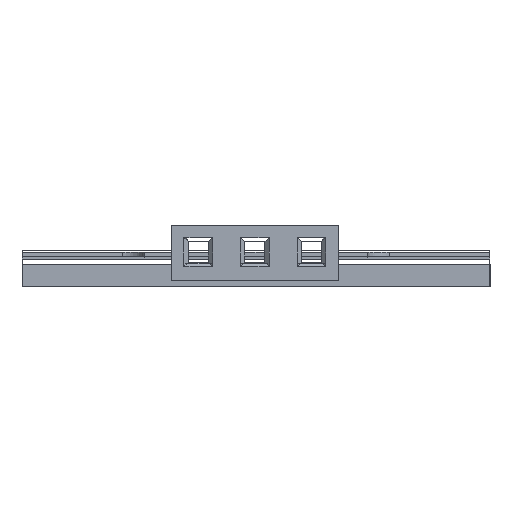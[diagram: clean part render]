
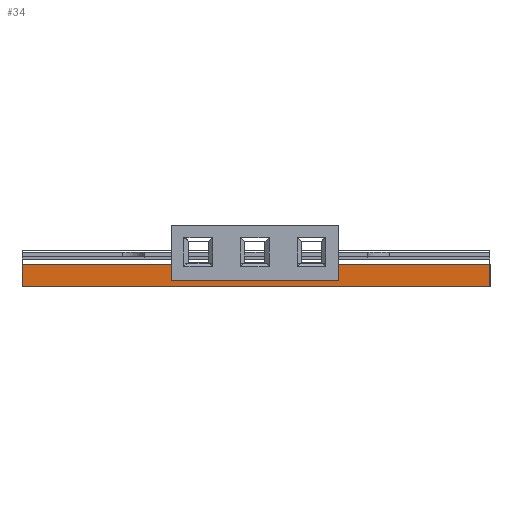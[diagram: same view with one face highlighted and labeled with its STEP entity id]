
A CAD part, left-side view. The second image highlights one B-rep face of the part: STEP entity #34.
In plain terms, the highlighted planar face has unit normal (-1, 0, 0).
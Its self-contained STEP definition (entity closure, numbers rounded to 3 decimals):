
#4 = DIRECTION ( 'NONE',  ( 0., -1., 0. ) ) ;
#34 = ADVANCED_FACE ( 'NONE', ( #1289 ), #1539, .T. ) ;
#70 = VECTOR ( 'NONE', #622, 1000. ) ;
#124 = LINE ( 'NONE', #1804, #70 ) ;
#249 = CARTESIAN_POINT ( 'NONE',  ( 40., -5.5, -1.36 ) ) ;
#291 = EDGE_CURVE ( 'NONE', #4215, #4176, #124, .T. ) ;
#516 = EDGE_CURVE ( 'NONE', #4364, #4525, #3859, .T. ) ;
#622 = DIRECTION ( 'NONE',  ( 0., -1., 0. ) ) ;
#803 = CARTESIAN_POINT ( 'NONE',  ( 40., 15.5, -1.36 ) ) ;
#879 = DIRECTION ( 'NONE',  ( 0., 0., 1. ) ) ;
#880 = EDGE_CURVE ( 'NONE', #4176, #4525, #1390, .T. ) ;
#1056 = CARTESIAN_POINT ( 'NONE',  ( 40., -5.5, -0.36 ) ) ;
#1265 = DIRECTION ( 'NONE',  ( -1., 0., 0. ) ) ;
#1289 = FACE_OUTER_BOUND ( 'NONE', #1881, .T. ) ;
#1386 = VECTOR ( 'NONE', #3637, 1000. ) ;
#1390 = LINE ( 'NONE', #2640, #1386 ) ;
#1539 = PLANE ( 'NONE',  #2570 ) ;
#1610 = ORIENTED_EDGE ( 'NONE', *, *, #880, .T. ) ;
#1765 = CARTESIAN_POINT ( 'NONE',  ( 40., 15.5, -1.36 ) ) ;
#1804 = CARTESIAN_POINT ( 'NONE',  ( 40., 15.5, -1.36 ) ) ;
#1881 = EDGE_LOOP ( 'NONE', ( #3009, #3354, #3697, #1610 ) ) ;
#1903 = CARTESIAN_POINT ( 'NONE',  ( 40., 15.5, -1.36 ) ) ;
#2542 = CARTESIAN_POINT ( 'NONE',  ( 40., 15.5, -0.36 ) ) ;
#2570 = AXIS2_PLACEMENT_3D ( 'NONE', #1765, #1265, #4 ) ;
#2640 = CARTESIAN_POINT ( 'NONE',  ( 40., -5.5, -1.36 ) ) ;
#2644 = EDGE_CURVE ( 'NONE', #4215, #4364, #3513, .T. ) ;
#2719 = CARTESIAN_POINT ( 'NONE',  ( 40., 15.5, -0.36 ) ) ;
#3009 = ORIENTED_EDGE ( 'NONE', *, *, #516, .F. ) ;
#3354 = ORIENTED_EDGE ( 'NONE', *, *, #2644, .F. ) ;
#3513 = LINE ( 'NONE', #803, #3618 ) ;
#3618 = VECTOR ( 'NONE', #879, 1000. ) ;
#3637 = DIRECTION ( 'NONE',  ( 0., 0., 1. ) ) ;
#3697 = ORIENTED_EDGE ( 'NONE', *, *, #291, .T. ) ;
#3859 = LINE ( 'NONE', #2719, #3909 ) ;
#3909 = VECTOR ( 'NONE', #4308, 1000. ) ;
#4176 = VERTEX_POINT ( 'NONE', #249 ) ;
#4215 = VERTEX_POINT ( 'NONE', #1903 ) ;
#4308 = DIRECTION ( 'NONE',  ( 0., -1., 0. ) ) ;
#4364 = VERTEX_POINT ( 'NONE', #2542 ) ;
#4525 = VERTEX_POINT ( 'NONE', #1056 ) ;
